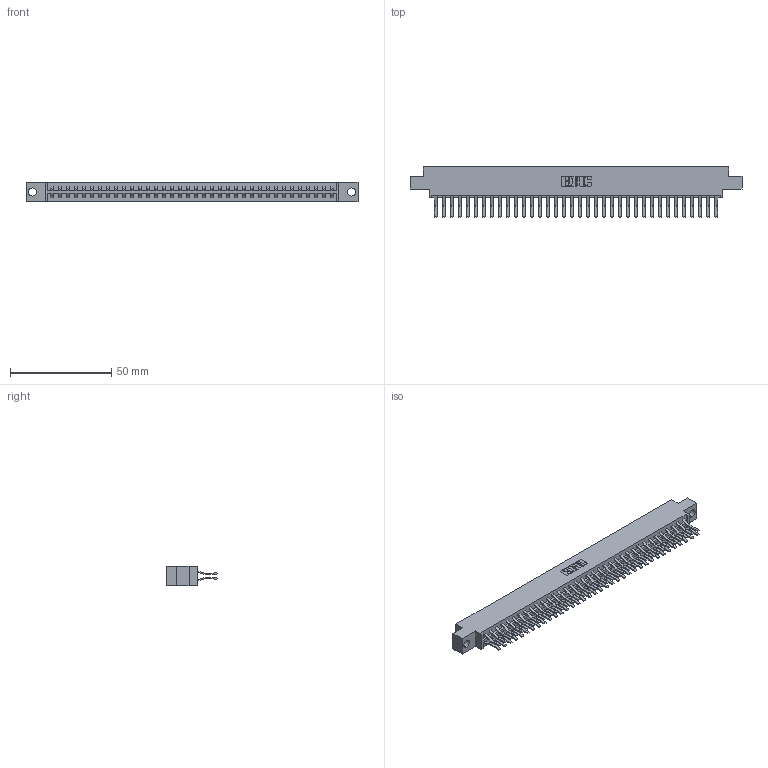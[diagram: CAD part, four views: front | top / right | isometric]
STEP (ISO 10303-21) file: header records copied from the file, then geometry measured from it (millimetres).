
FILE_DESCRIPTION (( 'STEP AP203' ), '1' );
FILE_NAME ('833-072-560-804.STEP', '2020-06-05T15:19:06', ( '' ), ( '' ), 'SwSTEP 2.0', 'SolidWorks 2020', '' );
FILE_SCHEMA (( 'CONFIG_CONTROL_DESIGN' ));
Length unit declared in the file: inch
Products named in the file (3): 345-292-001_560 Tail; 833-072-560-804; 833 Part_Offset - .156 Dia - TH
Assembly tree (73 placements, depth 2):
  833-072-560-804
    833 Part_Offset - .156 Dia - TH
    345-292-001_560 Tail  x72
Bounding box: 164.19 x 24.78 x 9.4 mm (x, y, z)
Volume: 16862.6 mm3; surface area: 21237.8 mm2
Topology: 73 solids, 73 shells, 4006 faces, 11915 edges, 7846 vertices
Faces by surface type: plane 2666, cylinder 1340
Entity records: 24159 total; most frequent: CARTESIAN_POINT 4014, ORIENTED_EDGE 3950, DIRECTION 3443, EDGE_CURVE 1975, LINE 1843, VECTOR 1843, VERTEX_POINT 1314, AXIS2_PLACEMENT_3D 800
